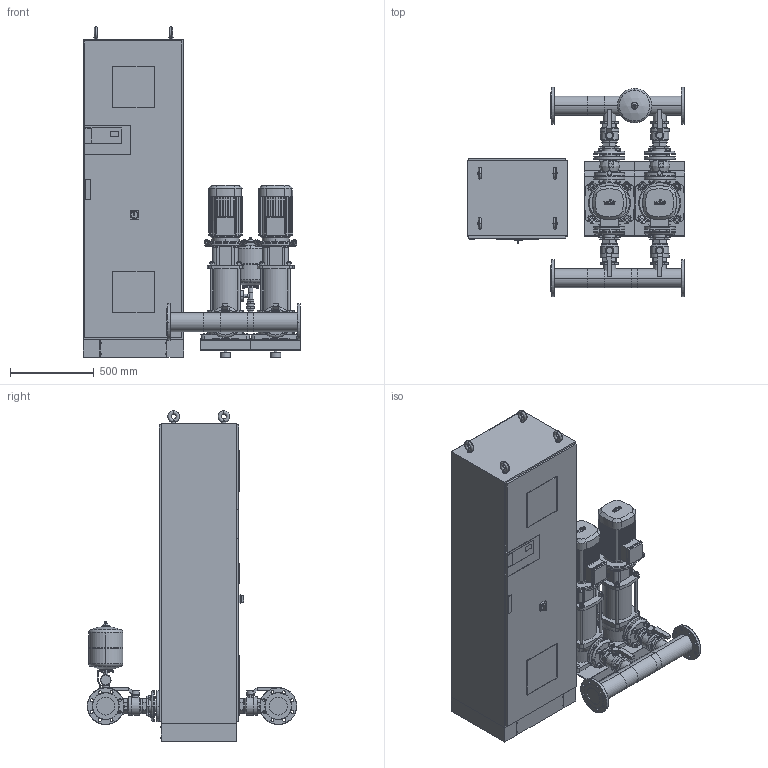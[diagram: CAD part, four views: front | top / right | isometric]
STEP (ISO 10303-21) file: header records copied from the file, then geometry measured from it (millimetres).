
FILE_DESCRIPTION((''),'2;1');
FILE_NAME('3d_SiBoostSmartFC2HELIXV3603_1-2540791.stp','2016-01-25T11:08:02',(''),(''),'Mechanical Desktop 2009','Mechanical Desktop 2009',', , ');
FILE_SCHEMA(('CONFIG_CONTROL_DESIGN'));
Length unit declared in the file: millimetre
Products named in the file (1): Product
Bounding box: 1300 x 1251 x 1975 mm (x, y, z)
Volume: 644213986.8 mm3; surface area: 12740013.3 mm2
Topology: 143 solids, 143 shells, 3282 faces, 8204 edges, 5337 vertices
Faces by surface type: plane 1236, bspline 1118, cylinder 710, cone 132, torus 80, sphere 6
Entity records: 109600 total; most frequent: CARTESIAN_POINT 32521, ORIENTED_EDGE 16364, DIRECTION 15252, EDGE_CURVE 8182, VERTEX_POINT 5328, AXIS2_PLACEMENT_3D 5277, VECTOR 4698, LINE 4698
